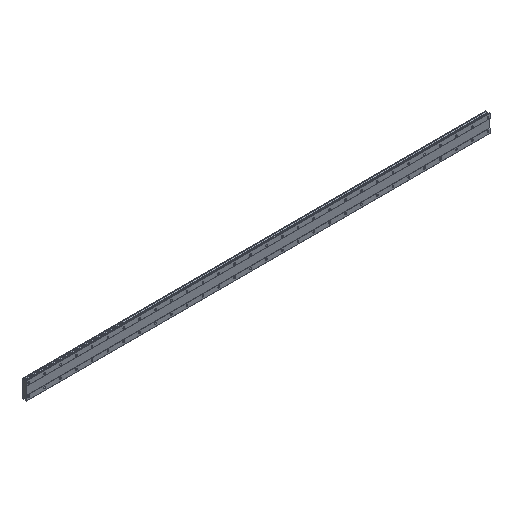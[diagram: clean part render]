
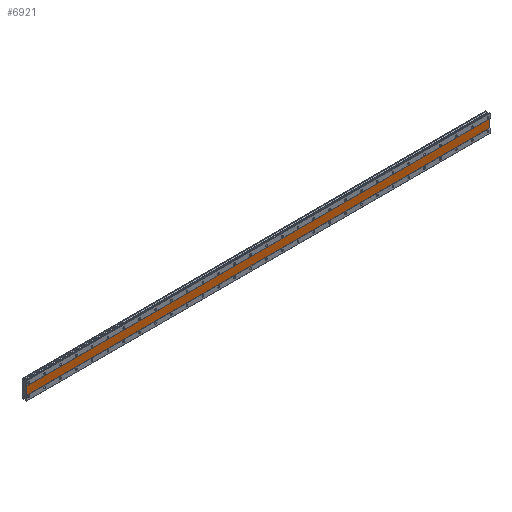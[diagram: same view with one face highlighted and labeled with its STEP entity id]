
A CAD part, isometric view. The second image highlights one B-rep face of the part: STEP entity #6921.
In plain terms, the highlighted planar face has unit normal (0, -1, 0).
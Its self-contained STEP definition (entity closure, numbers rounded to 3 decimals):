
#46 = LINE ( 'NONE', #5647, #9198 ) ;
#823 = EDGE_CURVE ( 'NONE', #9512, #5005, #5318, .T. ) ;
#1606 = CARTESIAN_POINT ( 'NONE',  ( 2330., 1., -20. ) ) ;
#1649 = EDGE_LOOP ( 'NONE', ( #9051, #8715, #8546, #7962 ) ) ;
#2394 = LINE ( 'NONE', #1606, #8126 ) ;
#2514 = DIRECTION ( 'NONE',  ( 0., 0., 1. ) ) ;
#2832 = LINE ( 'NONE', #9553, #6136 ) ;
#3109 = VECTOR ( 'NONE', #7674, 1000. ) ;
#3408 = DIRECTION ( 'NONE',  ( 0., 1., 0. ) ) ;
#3759 = DIRECTION ( 'NONE',  ( -1., 0., 0. ) ) ;
#4173 = FACE_OUTER_BOUND ( 'NONE', #1649, .T. ) ;
#5005 = VERTEX_POINT ( 'NONE', #9495 ) ;
#5219 = DIRECTION ( 'NONE',  ( 0., 0., 1. ) ) ;
#5318 = LINE ( 'NONE', #9441, #3109 ) ;
#5647 = CARTESIAN_POINT ( 'NONE',  ( 2330., 1., 20. ) ) ;
#5656 = PLANE ( 'NONE',  #8507 ) ;
#6136 = VECTOR ( 'NONE', #5219, 1000. ) ;
#6296 = EDGE_CURVE ( 'NONE', #7290, #9085, #2394, .T. ) ;
#6921 = ADVANCED_FACE ( 'NONE', ( #4173 ), #5656, .F. ) ;
#7230 = CARTESIAN_POINT ( 'NONE',  ( 2330., 1., 20. ) ) ;
#7290 = VERTEX_POINT ( 'NONE', #8016 ) ;
#7303 = EDGE_CURVE ( 'NONE', #5005, #7290, #46, .T. ) ;
#7490 = EDGE_CURVE ( 'NONE', #9085, #9512, #2832, .T. ) ;
#7674 = DIRECTION ( 'NONE',  ( 1., 0., 0. ) ) ;
#7962 = ORIENTED_EDGE ( 'NONE', *, *, #7490, .F. ) ;
#8016 = CARTESIAN_POINT ( 'NONE',  ( 2330., 1., -20. ) ) ;
#8126 = VECTOR ( 'NONE', #3759, 1000. ) ;
#8507 = AXIS2_PLACEMENT_3D ( 'NONE', #7230, #3408, #2514 ) ;
#8546 = ORIENTED_EDGE ( 'NONE', *, *, #823, .F. ) ;
#8715 = ORIENTED_EDGE ( 'NONE', *, *, #7303, .F. ) ;
#8878 = DIRECTION ( 'NONE',  ( 0., 0., -1. ) ) ;
#9051 = ORIENTED_EDGE ( 'NONE', *, *, #6296, .F. ) ;
#9085 = VERTEX_POINT ( 'NONE', #9677 ) ;
#9198 = VECTOR ( 'NONE', #8878, 1000. ) ;
#9441 = CARTESIAN_POINT ( 'NONE',  ( 2330., 1., 20. ) ) ;
#9495 = CARTESIAN_POINT ( 'NONE',  ( 2330., 1., 20. ) ) ;
#9512 = VERTEX_POINT ( 'NONE', #10408 ) ;
#9553 = CARTESIAN_POINT ( 'NONE',  ( -10., 1., 20. ) ) ;
#9677 = CARTESIAN_POINT ( 'NONE',  ( -10., 1., -20. ) ) ;
#10408 = CARTESIAN_POINT ( 'NONE',  ( -10., 1., 20. ) ) ;
